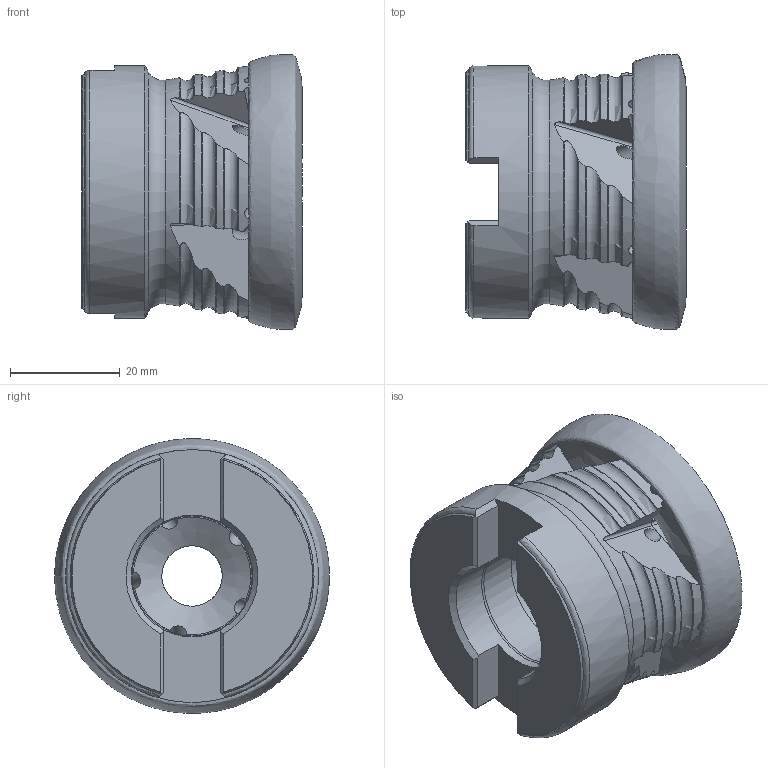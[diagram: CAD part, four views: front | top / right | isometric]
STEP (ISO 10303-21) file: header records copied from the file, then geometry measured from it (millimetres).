
FILE_DESCRIPTION (( 'STEP AP214' ), '1' );
FILE_NAME ('00PP-050-09-5.STEP', '2013-09-03T13:24:51', ( '' ), ( '' ), 'SwSTEP 2.0', 'SolidWorks 2013', '' );
FILE_SCHEMA (( 'AUTOMOTIVE_DESIGN' ));
Length unit declared in the file: millimetre
Products named in the file (1): 00PP-050-09-5
Bounding box: 40.05 x 49.98 x 49.98 mm (x, y, z)
Volume: 47946.8 mm3; surface area: 13222.6 mm2
Topology: 1 solids, 1 shells, 215 faces, 630 edges, 407 vertices
Faces by surface type: plane 68, torus 60, cylinder 46, cone 40, bspline 1
Full cylindrical faces by diameter (mm): 3 x5, 11 x1, 16.5 x1, 21.85 x1, 22.15 x1, 22.3 x1, 46 x1
Entity records: 10167 total; most frequent: CARTESIAN_POINT 5016, ORIENTED_EDGE 1198, DIRECTION 933, EDGE_CURVE 599, AXIS2_PLACEMENT_3D 413, VERTEX_POINT 395, EDGE_LOOP 244, B_SPLINE_CURVE_WITH_KNOTS 235
